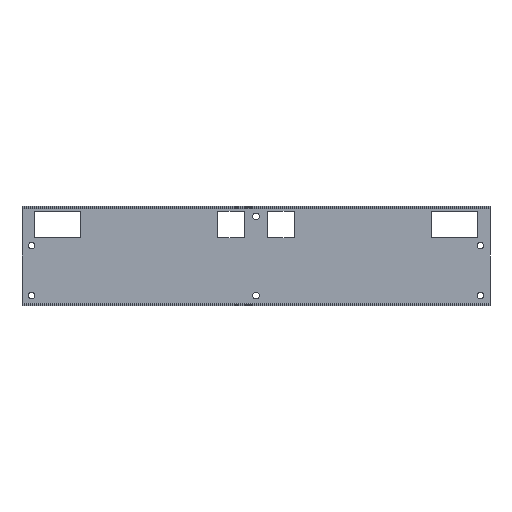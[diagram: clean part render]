
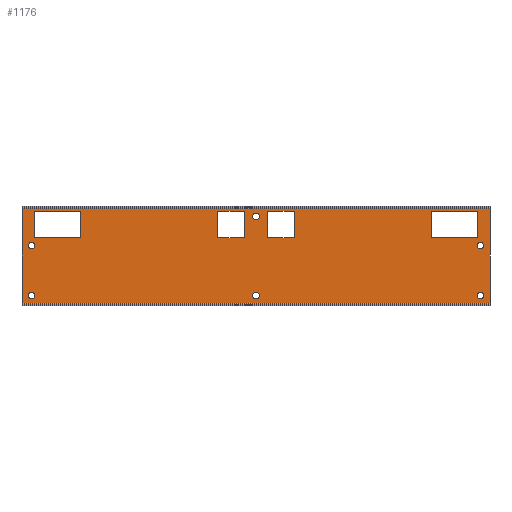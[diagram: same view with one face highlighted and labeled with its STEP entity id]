
A CAD part, front view. The second image highlights one B-rep face of the part: STEP entity #1176.
In plain terms, the highlighted planar face has unit normal (0, -1, 0).
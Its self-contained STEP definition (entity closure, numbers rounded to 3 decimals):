
#35=FACE_BOUND('',#237,.T.);
#36=FACE_BOUND('',#238,.T.);
#37=FACE_BOUND('',#239,.T.);
#38=FACE_BOUND('',#240,.T.);
#39=FACE_BOUND('',#241,.T.);
#40=FACE_BOUND('',#242,.T.);
#41=FACE_BOUND('',#243,.T.);
#42=FACE_BOUND('',#244,.T.);
#43=FACE_BOUND('',#245,.T.);
#44=FACE_BOUND('',#246,.T.);
#79=CIRCLE('',#1259,4.25);
#80=CIRCLE('',#1261,4.25);
#81=CIRCLE('',#1263,4.25);
#82=CIRCLE('',#1265,4.25);
#83=CIRCLE('',#1267,4.25);
#84=CIRCLE('',#1269,4.25);
#160=FACE_OUTER_BOUND('',#236,.T.);
#236=EDGE_LOOP('',(#1059,#1060,#1061,#1062));
#237=EDGE_LOOP('',(#1063));
#238=EDGE_LOOP('',(#1064));
#239=EDGE_LOOP('',(#1065));
#240=EDGE_LOOP('',(#1066));
#241=EDGE_LOOP('',(#1067));
#242=EDGE_LOOP('',(#1068));
#243=EDGE_LOOP('',(#1069,#1070,#1071,#1072));
#244=EDGE_LOOP('',(#1073,#1074,#1075,#1076));
#245=EDGE_LOOP('',(#1077,#1078,#1079,#1080));
#246=EDGE_LOOP('',(#1081,#1082,#1083,#1084));
#247=LINE('',#1607,#369);
#253=LINE('',#1618,#375);
#254=LINE('',#1622,#376);
#260=LINE('',#1633,#382);
#299=LINE('',#1747,#421);
#305=LINE('',#1766,#427);
#327=LINE('',#1826,#449);
#328=LINE('',#1828,#450);
#347=LINE('',#1887,#469);
#349=LINE('',#1891,#471);
#351=LINE('',#1894,#473);
#352=LINE('',#1896,#474);
#355=LINE('',#1902,#477);
#356=LINE('',#1905,#478);
#358=LINE('',#1909,#480);
#360=LINE('',#1914,#482);
#363=LINE('',#1920,#485);
#366=LINE('',#1924,#488);
#367=LINE('',#1926,#489);
#368=LINE('',#1928,#490);
#369=VECTOR('',#1291,10.);
#375=VECTOR('',#1299,10.);
#376=VECTOR('',#1302,10.);
#382=VECTOR('',#1310,10.);
#421=VECTOR('',#1419,10.);
#427=VECTOR('',#1435,10.);
#449=VECTOR('',#1485,10.);
#450=VECTOR('',#1488,10.);
#469=VECTOR('',#1557,10.);
#471=VECTOR('',#1561,10.);
#473=VECTOR('',#1565,10.);
#474=VECTOR('',#1568,10.);
#477=VECTOR('',#1573,10.);
#478=VECTOR('',#1576,10.);
#480=VECTOR('',#1580,10.);
#482=VECTOR('',#1584,10.);
#485=VECTOR('',#1589,10.);
#488=VECTOR('',#1594,10.);
#489=VECTOR('',#1597,10.);
#490=VECTOR('',#1600,10.);
#491=VERTEX_POINT('',#1605);
#492=VERTEX_POINT('',#1606);
#496=VERTEX_POINT('',#1616);
#497=VERTEX_POINT('',#1620);
#498=VERTEX_POINT('',#1621);
#502=VERTEX_POINT('',#1631);
#541=VERTEX_POINT('',#1744);
#542=VERTEX_POINT('',#1746);
#550=VERTEX_POINT('',#1764);
#574=VERTEX_POINT('',#1824);
#583=VERTEX_POINT('',#1854);
#584=VERTEX_POINT('',#1858);
#585=VERTEX_POINT('',#1862);
#586=VERTEX_POINT('',#1866);
#587=VERTEX_POINT('',#1870);
#588=VERTEX_POINT('',#1874);
#589=VERTEX_POINT('',#1886);
#590=VERTEX_POINT('',#1890);
#591=VERTEX_POINT('',#1898);
#592=VERTEX_POINT('',#1900);
#593=VERTEX_POINT('',#1904);
#594=VERTEX_POINT('',#1908);
#595=VERTEX_POINT('',#1912);
#596=VERTEX_POINT('',#1913);
#597=VERTEX_POINT('',#1918);
#598=VERTEX_POINT('',#1919);
#599=EDGE_CURVE('',#491,#492,#247,.T.);
#605=EDGE_CURVE('',#491,#496,#253,.T.);
#606=EDGE_CURVE('',#497,#498,#254,.T.);
#612=EDGE_CURVE('',#497,#502,#260,.T.);
#668=EDGE_CURVE('',#542,#541,#299,.T.);
#678=EDGE_CURVE('',#541,#550,#305,.T.);
#709=EDGE_CURVE('',#550,#574,#327,.T.);
#710=EDGE_CURVE('',#542,#574,#328,.T.);
#723=EDGE_CURVE('',#583,#583,#79,.T.);
#725=EDGE_CURVE('',#584,#584,#80,.T.);
#727=EDGE_CURVE('',#585,#585,#81,.T.);
#729=EDGE_CURVE('',#586,#586,#82,.T.);
#731=EDGE_CURVE('',#587,#587,#83,.T.);
#733=EDGE_CURVE('',#588,#588,#84,.T.);
#739=EDGE_CURVE('',#496,#589,#347,.T.);
#741=EDGE_CURVE('',#502,#590,#349,.T.);
#743=EDGE_CURVE('',#589,#492,#351,.T.);
#744=EDGE_CURVE('',#590,#498,#352,.T.);
#747=EDGE_CURVE('',#591,#592,#355,.T.);
#748=EDGE_CURVE('',#592,#593,#356,.T.);
#750=EDGE_CURVE('',#594,#591,#358,.T.);
#752=EDGE_CURVE('',#595,#596,#360,.T.);
#755=EDGE_CURVE('',#597,#598,#363,.T.);
#758=EDGE_CURVE('',#597,#595,#366,.T.);
#759=EDGE_CURVE('',#596,#598,#367,.T.);
#760=EDGE_CURVE('',#593,#594,#368,.T.);
#1059=ORIENTED_EDGE('',*,*,#668,.T.);
#1060=ORIENTED_EDGE('',*,*,#678,.T.);
#1061=ORIENTED_EDGE('',*,*,#709,.T.);
#1062=ORIENTED_EDGE('',*,*,#710,.F.);
#1063=ORIENTED_EDGE('',*,*,#723,.T.);
#1064=ORIENTED_EDGE('',*,*,#725,.T.);
#1065=ORIENTED_EDGE('',*,*,#727,.T.);
#1066=ORIENTED_EDGE('',*,*,#729,.T.);
#1067=ORIENTED_EDGE('',*,*,#731,.T.);
#1068=ORIENTED_EDGE('',*,*,#733,.T.);
#1069=ORIENTED_EDGE('',*,*,#743,.T.);
#1070=ORIENTED_EDGE('',*,*,#599,.F.);
#1071=ORIENTED_EDGE('',*,*,#605,.T.);
#1072=ORIENTED_EDGE('',*,*,#739,.T.);
#1073=ORIENTED_EDGE('',*,*,#744,.T.);
#1074=ORIENTED_EDGE('',*,*,#606,.F.);
#1075=ORIENTED_EDGE('',*,*,#612,.T.);
#1076=ORIENTED_EDGE('',*,*,#741,.T.);
#1077=ORIENTED_EDGE('',*,*,#748,.T.);
#1078=ORIENTED_EDGE('',*,*,#760,.T.);
#1079=ORIENTED_EDGE('',*,*,#750,.T.);
#1080=ORIENTED_EDGE('',*,*,#747,.T.);
#1081=ORIENTED_EDGE('',*,*,#759,.T.);
#1082=ORIENTED_EDGE('',*,*,#755,.F.);
#1083=ORIENTED_EDGE('',*,*,#758,.T.);
#1084=ORIENTED_EDGE('',*,*,#752,.T.);
#1120=PLANE('',#1286);
#1176=ADVANCED_FACE('',(#160,#35,#36,#37,#38,#39,#40,#41,#42,#43,#44),#1120,
 .T.);
#1259=AXIS2_PLACEMENT_3D('',#1855,#1515,#1516);
#1261=AXIS2_PLACEMENT_3D('',#1859,#1520,#1521);
#1263=AXIS2_PLACEMENT_3D('',#1863,#1525,#1526);
#1265=AXIS2_PLACEMENT_3D('',#1867,#1530,#1531);
#1267=AXIS2_PLACEMENT_3D('',#1871,#1535,#1536);
#1269=AXIS2_PLACEMENT_3D('',#1875,#1540,#1541);
#1286=AXIS2_PLACEMENT_3D('',#1929,#1601,#1602);
#1291=DIRECTION('',(0.,0.,-1.));
#1299=DIRECTION('',(1.,0.,0.));
#1302=DIRECTION('',(0.,0.,1.));
#1310=DIRECTION('',(-1.,0.,0.));
#1419=DIRECTION('',(0.,0.,-1.));
#1435=DIRECTION('',(1.,0.,0.));
#1485=DIRECTION('',(0.,0.,1.));
#1488=DIRECTION('',(1.,0.,0.));
#1515=DIRECTION('center_axis',(0.,1.,0.));
#1516=DIRECTION('ref_axis',(1.,0.,0.));
#1520=DIRECTION('center_axis',(0.,1.,0.));
#1521=DIRECTION('ref_axis',(1.,0.,0.));
#1525=DIRECTION('center_axis',(0.,1.,0.));
#1526=DIRECTION('ref_axis',(1.,0.,0.));
#1530=DIRECTION('center_axis',(0.,1.,0.));
#1531=DIRECTION('ref_axis',(1.,0.,0.));
#1535=DIRECTION('center_axis',(0.,1.,0.));
#1536=DIRECTION('ref_axis',(1.,0.,0.));
#1540=DIRECTION('center_axis',(0.,1.,0.));
#1541=DIRECTION('ref_axis',(1.,0.,0.));
#1557=DIRECTION('',(0.,0.,-1.));
#1561=DIRECTION('',(0.,0.,1.));
#1565=DIRECTION('',(-1.,0.,0.));
#1568=DIRECTION('',(1.,0.,0.));
#1573=DIRECTION('',(-1.,0.,0.));
#1576=DIRECTION('',(0.,0.,1.));
#1580=DIRECTION('',(0.,0.,-1.));
#1584=DIRECTION('',(0.,0.,-1.));
#1589=DIRECTION('',(0.,0.,-1.));
#1594=DIRECTION('',(1.,0.,0.));
#1597=DIRECTION('',(-1.,0.,0.));
#1600=DIRECTION('',(1.,0.,0.));
#1601=DIRECTION('center_axis',(0.,-1.,0.));
#1602=DIRECTION('ref_axis',(0.,0.,-1.));
#1605=CARTESIAN_POINT('',(-31.25,-2.,123.5));
#1606=CARTESIAN_POINT('',(-31.25,-2.,88.5));
#1607=CARTESIAN_POINT('',(-31.25,-2.,107.5));
#1616=CARTESIAN_POINT('',(3.75,-2.,123.5));
#1618=CARTESIAN_POINT('',(-0.625,-2.,123.5));
#1620=CARTESIAN_POINT('',(68.75,-2.,88.5));
#1621=CARTESIAN_POINT('',(68.75,-2.,123.5));
#1622=CARTESIAN_POINT('',(68.75,-2.,125.));
#1631=CARTESIAN_POINT('',(33.75,-2.,88.5));
#1633=CARTESIAN_POINT('',(19.375,-2.,88.5));
#1744=CARTESIAN_POINT('',(-286.25,-2.,3.5));
#1746=CARTESIAN_POINT('',(-286.25,-2.,126.5));
#1747=CARTESIAN_POINT('',(-286.25,-2.,95.75));
#1764=CARTESIAN_POINT('',(323.75,-2.,3.5));
#1766=CARTESIAN_POINT('',(0.,-2.,3.5));
#1824=CARTESIAN_POINT('',(323.75,-2.,126.5));
#1826=CARTESIAN_POINT('',(323.75,-2.,95.75));
#1828=CARTESIAN_POINT('',(0.,-2.,126.5));
#1854=CARTESIAN_POINT('',(14.5,-2.,116.5));
#1855=CARTESIAN_POINT('Origin',(18.75,-2.,116.5));
#1858=CARTESIAN_POINT('',(-278.,-2.,13.5));
#1859=CARTESIAN_POINT('Origin',(-273.75,-2.,13.5));
#1862=CARTESIAN_POINT('',(307.,-2.,13.5));
#1863=CARTESIAN_POINT('Origin',(311.25,-2.,13.5));
#1866=CARTESIAN_POINT('',(14.5,-2.,13.5));
#1867=CARTESIAN_POINT('Origin',(18.75,-2.,13.5));
#1870=CARTESIAN_POINT('',(-278.,-2.,78.5));
#1871=CARTESIAN_POINT('Origin',(-273.75,-2.,78.5));
#1874=CARTESIAN_POINT('',(307.,-2.,78.5));
#1875=CARTESIAN_POINT('Origin',(311.25,-2.,78.5));
#1886=CARTESIAN_POINT('',(3.75,-2.,88.5));
#1887=CARTESIAN_POINT('',(3.75,-2.,125.));
#1890=CARTESIAN_POINT('',(33.75,-2.,123.5));
#1891=CARTESIAN_POINT('',(33.75,-2.,107.5));
#1894=CARTESIAN_POINT('',(-0.625,-2.,88.5));
#1896=CARTESIAN_POINT('',(19.375,-2.,123.5));
#1898=CARTESIAN_POINT('',(307.243,-2.,88.5));
#1900=CARTESIAN_POINT('',(247.243,-2.,88.5));
#1902=CARTESIAN_POINT('',(147.5,-2.,88.5));
#1904=CARTESIAN_POINT('',(247.243,-2.,123.5));
#1905=CARTESIAN_POINT('',(247.243,-2.,110.));
#1908=CARTESIAN_POINT('',(307.243,-2.,123.5));
#1909=CARTESIAN_POINT('',(307.243,-2.,110.));
#1912=CARTESIAN_POINT('',(-209.743,-2.,123.5));
#1913=CARTESIAN_POINT('',(-209.743,-2.,88.5));
#1914=CARTESIAN_POINT('',(-209.743,-2.,125.));
#1918=CARTESIAN_POINT('',(-269.743,-2.,123.5));
#1919=CARTESIAN_POINT('',(-269.743,-2.,88.5));
#1920=CARTESIAN_POINT('',(-269.743,-2.,110.));
#1924=CARTESIAN_POINT('',(-106.25,-2.,123.5));
#1926=CARTESIAN_POINT('',(-111.25,-2.,88.5));
#1928=CARTESIAN_POINT('',(130.,-2.,123.5));
#1929=CARTESIAN_POINT('Origin',(0.,-2.,126.5));
